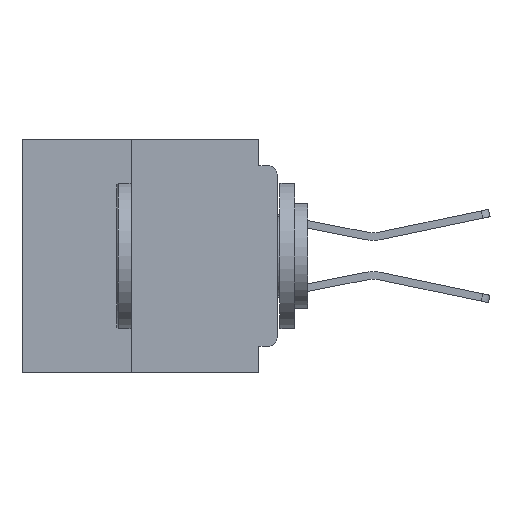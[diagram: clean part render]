
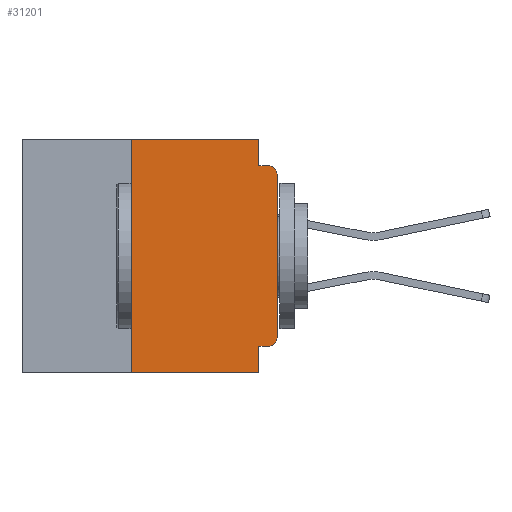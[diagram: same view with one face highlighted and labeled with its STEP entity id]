
A CAD part, left-side view. The second image highlights one B-rep face of the part: STEP entity #31201.
In plain terms, the highlighted planar face has unit normal (-1, 0, 0).
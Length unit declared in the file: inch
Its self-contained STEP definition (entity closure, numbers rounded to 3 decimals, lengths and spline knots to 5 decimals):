
#881 = LINE ( 'NONE', #2388, #28687 ) ;
#2388 = CARTESIAN_POINT ( 'NONE',  ( 0., 0., -0.355 ) ) ;
#4486 = VECTOR ( 'NONE', #47811, 39.37008 ) ;
#5037 = DIRECTION ( 'NONE',  ( 0., 0., -1. ) ) ;
#5428 = DIRECTION ( 'NONE',  ( -1., 0., 0. ) ) ;
#6978 = CARTESIAN_POINT ( 'NONE',  ( 0., 0.25, -0.4 ) ) ;
#7239 = CARTESIAN_POINT ( 'NONE',  ( 0., 0.437, 0. ) ) ;
#7285 = EDGE_CURVE ( 'NONE', #38000, #30132, #20461, .T. ) ;
#7568 = LINE ( 'NONE', #7239, #46415 ) ;
#8665 = VERTEX_POINT ( 'NONE', #10257 ) ;
#8911 = DIRECTION ( 'NONE',  ( 0., -1., 0. ) ) ;
#8986 = VERTEX_POINT ( 'NONE', #16193 ) ;
#9196 = EDGE_LOOP ( 'NONE', ( #30768, #32447, #33207, #34779, #34495, #35153, #35340, #36309, #36883, #30423 ) ) ;
#10175 = CARTESIAN_POINT ( 'NONE',  ( 0., 0., 0. ) ) ;
#10257 = CARTESIAN_POINT ( 'NONE',  ( 0., 0.031, -0.4 ) ) ;
#10766 = EDGE_CURVE ( 'NONE', #39268, #22953, #43550, .T. ) ;
#11833 = LINE ( 'NONE', #48381, #40657 ) ;
#13137 = DIRECTION ( 'NONE',  ( 0., 0., -1. ) ) ;
#14270 = EDGE_CURVE ( 'NONE', #34559, #29093, #7568, .T. ) ;
#14555 = EDGE_CURVE ( 'NONE', #8986, #8665, #34681, .T. ) ;
#14996 = CARTESIAN_POINT ( 'NONE',  ( 0., 0.437, 0. ) ) ;
#16193 = CARTESIAN_POINT ( 'NONE',  ( 0., 0.031, -0.355 ) ) ;
#18293 = AXIS2_PLACEMENT_3D ( 'NONE', #28053, #5428, #31834 ) ;
#18483 = DIRECTION ( 'NONE',  ( -1., 0., 0. ) ) ;
#18786 = DIRECTION ( 'NONE',  ( 1., 0., 0. ) ) ;
#19620 = EDGE_CURVE ( 'NONE', #40201, #8665, #11833, .T. ) ;
#20461 = LINE ( 'NONE', #31484, #30455 ) ;
#21218 = FACE_OUTER_BOUND ( 'NONE', #9196, .T. ) ;
#22953 = VERTEX_POINT ( 'NONE', #40840 ) ;
#23278 = CARTESIAN_POINT ( 'NONE',  ( 0., 0., -0.06 ) ) ;
#24584 = LINE ( 'NONE', #10175, #4486 ) ;
#24628 = EDGE_CURVE ( 'NONE', #40201, #34559, #27818, .T. ) ;
#25054 = DIRECTION ( 'NONE',  ( 0., 1., 0. ) ) ;
#25444 = VECTOR ( 'NONE', #25992, 39.37008 ) ;
#25930 = EDGE_CURVE ( 'NONE', #34084, #30132, #40009, .T. ) ;
#25992 = DIRECTION ( 'NONE',  ( 0., 0., 1. ) ) ;
#26176 = CARTESIAN_POINT ( 'NONE',  ( 0., 0.25, 0. ) ) ;
#27213 = CARTESIAN_POINT ( 'NONE',  ( 0., 0.031, 0. ) ) ;
#27546 = EDGE_CURVE ( 'NONE', #22953, #34084, #24584, .T. ) ;
#27818 = LINE ( 'NONE', #44686, #25444 ) ;
#28053 = CARTESIAN_POINT ( 'NONE',  ( 0., 0.015, -0.34 ) ) ;
#28687 = VECTOR ( 'NONE', #25054, 39.37008 ) ;
#29093 = VERTEX_POINT ( 'NONE', #27213 ) ;
#29683 = EDGE_CURVE ( 'NONE', #29093, #38000, #37251, .T. ) ;
#29885 = DIRECTION ( 'NONE',  ( 0., -1., 0. ) ) ;
#30132 = VERTEX_POINT ( 'NONE', #46292 ) ;
#30423 = ORIENTED_EDGE ( 'NONE', *, *, #10766, .T. ) ;
#30455 = VECTOR ( 'NONE', #8911, 39.37008 ) ;
#30765 = AXIS2_PLACEMENT_3D ( 'NONE', #40994, #18483, #44727 ) ;
#30768 = ORIENTED_EDGE ( 'NONE', *, *, #27546, .T. ) ;
#31201 = ADVANCED_FACE ( 'NONE', ( #21218 ), #37520, .F. ) ;
#31484 = CARTESIAN_POINT ( 'NONE',  ( 0., 0., -0.045 ) ) ;
#31834 = DIRECTION ( 'NONE',  ( 0., 0., -1. ) ) ;
#32447 = ORIENTED_EDGE ( 'NONE', *, *, #25930, .T. ) ;
#33207 = ORIENTED_EDGE ( 'NONE', *, *, #7285, .F. ) ;
#33490 = VECTOR ( 'NONE', #5037, 39.37008 ) ;
#33614 = DIRECTION ( 'NONE',  ( 0., -1., 0. ) ) ;
#34084 = VERTEX_POINT ( 'NONE', #23278 ) ;
#34495 = ORIENTED_EDGE ( 'NONE', *, *, #14270, .F. ) ;
#34559 = VERTEX_POINT ( 'NONE', #26176 ) ;
#34612 = CARTESIAN_POINT ( 'NONE',  ( 0., 0.015, -0.355 ) ) ;
#34681 = LINE ( 'NONE', #42616, #33490 ) ;
#34779 = ORIENTED_EDGE ( 'NONE', *, *, #29683, .F. ) ;
#35153 = ORIENTED_EDGE ( 'NONE', *, *, #24628, .F. ) ;
#35340 = ORIENTED_EDGE ( 'NONE', *, *, #19620, .T. ) ;
#36016 = EDGE_CURVE ( 'NONE', #39268, #8986, #881, .T. ) ;
#36309 = ORIENTED_EDGE ( 'NONE', *, *, #14555, .F. ) ;
#36883 = ORIENTED_EDGE ( 'NONE', *, *, #36016, .F. ) ;
#37251 = LINE ( 'NONE', #39444, #46029 ) ;
#37520 = PLANE ( 'NONE',  #39084 ) ;
#38000 = VERTEX_POINT ( 'NONE', #44731 ) ;
#39084 = AXIS2_PLACEMENT_3D ( 'NONE', #14996, #18786, #45032 ) ;
#39268 = VERTEX_POINT ( 'NONE', #34612 ) ;
#39444 = CARTESIAN_POINT ( 'NONE',  ( 0., 0.031, 0. ) ) ;
#40009 = CIRCLE ( 'NONE', #30765, 0.015 ) ;
#40201 = VERTEX_POINT ( 'NONE', #6978 ) ;
#40657 = VECTOR ( 'NONE', #29885, 39.37008 ) ;
#40840 = CARTESIAN_POINT ( 'NONE',  ( 0., 0., -0.34 ) ) ;
#40994 = CARTESIAN_POINT ( 'NONE',  ( 0., 0.015, -0.06 ) ) ;
#42616 = CARTESIAN_POINT ( 'NONE',  ( 0., 0.031, -0.4 ) ) ;
#43550 = CIRCLE ( 'NONE', #18293, 0.015 ) ;
#44686 = CARTESIAN_POINT ( 'NONE',  ( 0., 0.25, -0.4 ) ) ;
#44727 = DIRECTION ( 'NONE',  ( 0., 0., -1. ) ) ;
#44731 = CARTESIAN_POINT ( 'NONE',  ( 0., 0.031, -0.045 ) ) ;
#45032 = DIRECTION ( 'NONE',  ( 0., 0., -1. ) ) ;
#46029 = VECTOR ( 'NONE', #13137, 39.37008 ) ;
#46292 = CARTESIAN_POINT ( 'NONE',  ( 0., 0.015, -0.045 ) ) ;
#46415 = VECTOR ( 'NONE', #33614, 39.37008 ) ;
#47811 = DIRECTION ( 'NONE',  ( 0., 0., 1. ) ) ;
#48381 = CARTESIAN_POINT ( 'NONE',  ( 0., 0.437, -0.4 ) ) ;
